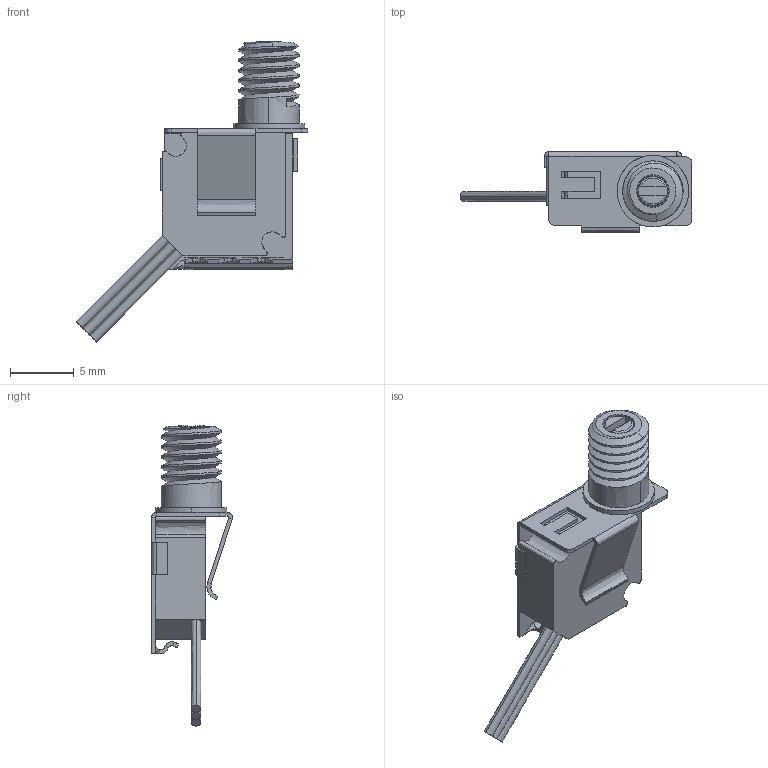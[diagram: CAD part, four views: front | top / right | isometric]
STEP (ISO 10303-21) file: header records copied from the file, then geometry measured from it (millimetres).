
FILE_DESCRIPTION((''),'2;1');
FILE_NAME('3292L_H-115_OPT_ASM','2011-09-08T',('minhn'),('Bourns, Inc.'),'PRO/ENGINEER BY PARAMETRIC TECHNOLOGY CORPORATION, 2001200','PRO/ENGINEER BY PARAMETRIC TECHNOLOGY CORPORATION, 2001200','');
FILE_SCHEMA(('AUTOMOTIVE_DESIGN_CC2 { 1 2 10303 214 -1 1 5 2 }'));
Length unit declared in the file: inch
Products named in the file (2): 3292L; 3292L_H-115_OPT_ASM
Assembly tree (1 placements, depth 2):
  3292L_H-115_OPT_ASM
    3292L
Bounding box: 18.11 x 6.32 x 23.45 mm (x, y, z)
Volume: 494 mm3; surface area: 911.7 mm2
Topology: 1 solids, 1 shells, 203 faces, 504 edges, 305 vertices
Faces by surface type: bspline 203
Entity records: 10894 total; most frequent: CARTESIAN_POINT 5227, ORIENTED_EDGE 1008, DIRECTION 566, PRESENTATION_STYLE_ASSIGNMENT 505, STYLED_ITEM 505, CURVE_STYLE 504, EDGE_CURVE 504, VECTOR 322
